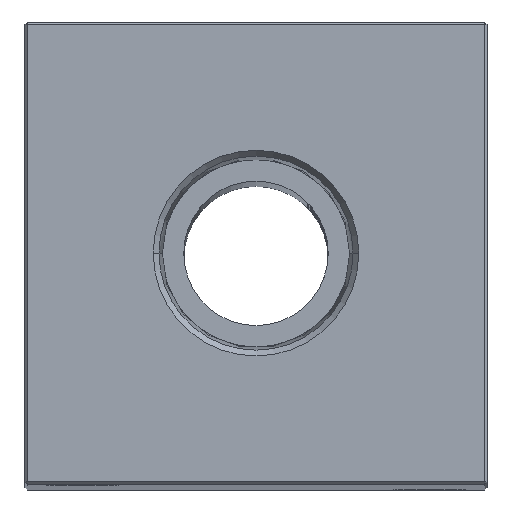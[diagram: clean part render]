
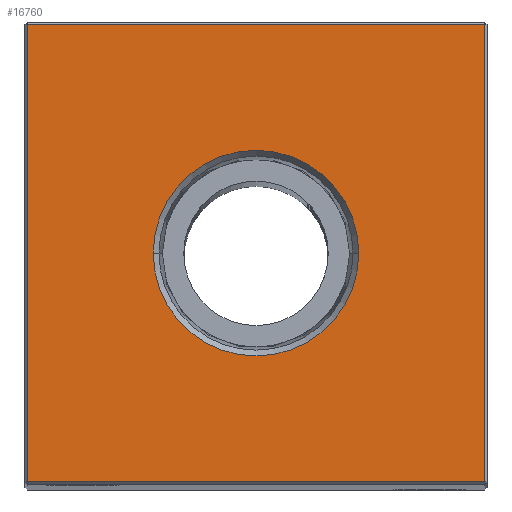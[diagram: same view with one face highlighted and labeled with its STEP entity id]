
A CAD part, top view. The second image highlights one B-rep face of the part: STEP entity #16760.
In plain terms, the highlighted planar face has unit normal (0, 0, 1).
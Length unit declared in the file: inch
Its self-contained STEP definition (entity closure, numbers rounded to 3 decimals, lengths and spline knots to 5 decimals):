
#509 = VERTEX_POINT ( 'NONE', #27487 ) ;
#1173 = PLANE ( 'NONE',  #2942 ) ;
#1495 = EDGE_CURVE ( 'NONE', #8109, #30669, #6199, .T. ) ;
#2034 = EDGE_LOOP ( 'NONE', ( #6935, #7351 ) ) ;
#2079 = EDGE_CURVE ( 'NONE', #30669, #2901, #21811, .T. ) ;
#2114 = EDGE_CURVE ( 'NONE', #2901, #20232, #14837, .T. ) ;
#2198 = EDGE_CURVE ( 'NONE', #20232, #8109, #27605, .T. ) ;
#2294 = EDGE_CURVE ( 'NONE', #4942, #509, #17942, .T. ) ;
#2501 = DIRECTION ( 'NONE',  ( 0., 1., 0. ) ) ;
#2901 = VERTEX_POINT ( 'NONE', #9370 ) ;
#2942 = AXIS2_PLACEMENT_3D ( 'NONE', #3930, #13817, #23899 ) ;
#3226 = CARTESIAN_POINT ( 'NONE',  ( 0.44487, 0., 14.25 ) ) ;
#3897 = AXIS2_PLACEMENT_3D ( 'NONE', #4079, #13971, #24062 ) ;
#3930 = CARTESIAN_POINT ( 'NONE',  ( 0., 0., 14.25 ) ) ;
#4079 = CARTESIAN_POINT ( 'NONE',  ( 0., 0., 14.25 ) ) ;
#4840 = DIRECTION ( 'NONE',  ( 0., 0., 1. ) ) ;
#4942 = VERTEX_POINT ( 'NONE', #3226 ) ;
#5122 = CARTESIAN_POINT ( 'NONE',  ( 0., 0.99, 14.25 ) ) ;
#6199 = LINE ( 'NONE', #16090, #30763 ) ;
#6925 = CARTESIAN_POINT ( 'NONE',  ( -0.99, -0.99, 14.25 ) ) ;
#6935 = ORIENTED_EDGE ( 'NONE', *, *, #2294, .F. ) ;
#7351 = ORIENTED_EDGE ( 'NONE', *, *, #23621, .F. ) ;
#8109 = VERTEX_POINT ( 'NONE', #27796 ) ;
#9365 = DIRECTION ( 'NONE',  ( 1., 0., 0. ) ) ;
#9370 = CARTESIAN_POINT ( 'NONE',  ( 0.99, -0.99, 14.25 ) ) ;
#11577 = ORIENTED_EDGE ( 'NONE', *, *, #2198, .T. ) ;
#11859 = ORIENTED_EDGE ( 'NONE', *, *, #2114, .T. ) ;
#13486 = FACE_OUTER_BOUND ( 'NONE', #22731, .T. ) ;
#13817 = DIRECTION ( 'NONE',  ( 0., 0., -1. ) ) ;
#13971 = DIRECTION ( 'NONE',  ( 0., 0., 1. ) ) ;
#14719 = DIRECTION ( 'NONE',  ( 1., 0., 0. ) ) ;
#14837 = LINE ( 'NONE', #24933, #21122 ) ;
#14883 = AXIS2_PLACEMENT_3D ( 'NONE', #27314, #4840, #14719 ) ;
#14995 = DIRECTION ( 'NONE',  ( -1., 0., 0. ) ) ;
#15239 = CARTESIAN_POINT ( 'NONE',  ( 0.99, 0.99, 14.25 ) ) ;
#16090 = CARTESIAN_POINT ( 'NONE',  ( -0.99, 0., 14.25 ) ) ;
#16760 = ADVANCED_FACE ( 'NONE', ( #13486, #23570 ), #1173, .F. ) ;
#17942 = CIRCLE ( 'NONE', #3897, 0.44487 ) ;
#18685 = ORIENTED_EDGE ( 'NONE', *, *, #1495, .T. ) ;
#20232 = VERTEX_POINT ( 'NONE', #15239 ) ;
#21122 = VECTOR ( 'NONE', #2501, 39.37008 ) ;
#21811 = LINE ( 'NONE', #31916, #31166 ) ;
#22731 = EDGE_LOOP ( 'NONE', ( #18685, #22756, #11859, #11577 ) ) ;
#22756 = ORIENTED_EDGE ( 'NONE', *, *, #2079, .T. ) ;
#23570 = FACE_BOUND ( 'NONE', #2034, .T. ) ;
#23621 = EDGE_CURVE ( 'NONE', #509, #4942, #29192, .T. ) ;
#23899 = DIRECTION ( 'NONE',  ( -1., 0., 0. ) ) ;
#24062 = DIRECTION ( 'NONE',  ( 1., 0., 0. ) ) ;
#24933 = CARTESIAN_POINT ( 'NONE',  ( 0.99, 0., 14.25 ) ) ;
#26201 = DIRECTION ( 'NONE',  ( 0., -1., 0. ) ) ;
#27314 = CARTESIAN_POINT ( 'NONE',  ( 0., 0., 14.25 ) ) ;
#27487 = CARTESIAN_POINT ( 'NONE',  ( -0.44487, 0., 14.25 ) ) ;
#27605 = LINE ( 'NONE', #5122, #29591 ) ;
#27796 = CARTESIAN_POINT ( 'NONE',  ( -0.99, 0.99, 14.25 ) ) ;
#29192 = CIRCLE ( 'NONE', #14883, 0.44487 ) ;
#29591 = VECTOR ( 'NONE', #14995, 39.37008 ) ;
#30669 = VERTEX_POINT ( 'NONE', #6925 ) ;
#30763 = VECTOR ( 'NONE', #26201, 39.37008 ) ;
#31166 = VECTOR ( 'NONE', #9365, 39.37008 ) ;
#31916 = CARTESIAN_POINT ( 'NONE',  ( 0., -0.99, 14.25 ) ) ;
